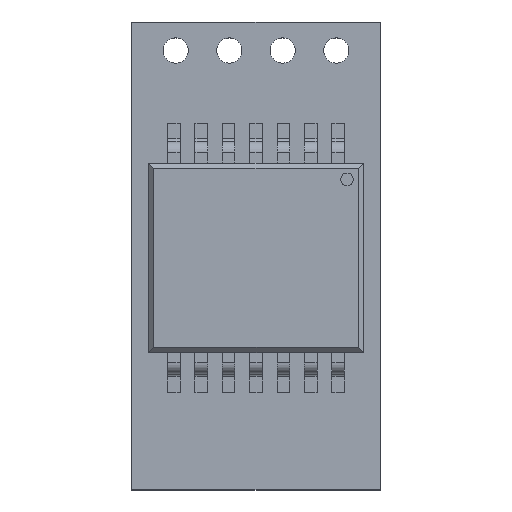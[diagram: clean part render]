
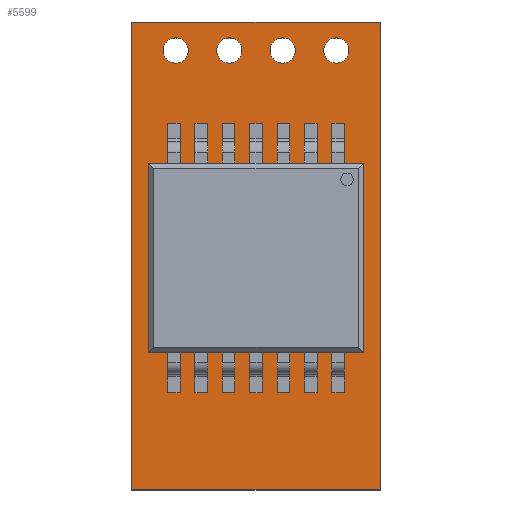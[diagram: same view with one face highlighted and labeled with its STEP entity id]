
A CAD part, top view. The second image highlights one B-rep face of the part: STEP entity #5599.
In plain terms, the highlighted planar face has unit normal (0, 0, 1).
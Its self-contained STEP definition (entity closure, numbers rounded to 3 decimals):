
#87=FACE_BOUND('',#634,.T.);
#88=FACE_BOUND('',#635,.T.);
#89=FACE_BOUND('',#636,.T.);
#90=FACE_BOUND('',#637,.T.);
#91=FACE_BOUND('',#638,.T.);
#92=FACE_BOUND('',#639,.T.);
#93=FACE_BOUND('',#640,.T.);
#94=FACE_BOUND('',#641,.T.);
#95=FACE_BOUND('',#642,.T.);
#128=PLANE('',#6001);
#312=FACE_OUTER_BOUND('',#633,.T.);
#633=EDGE_LOOP('',(#3639,#3640,#3641,#3642));
#634=EDGE_LOOP('',(#3643));
#635=EDGE_LOOP('',(#3644));
#636=EDGE_LOOP('',(#3645));
#637=EDGE_LOOP('',(#3646));
#638=EDGE_LOOP('',(#3647));
#639=EDGE_LOOP('',(#3648));
#640=EDGE_LOOP('',(#3649));
#641=EDGE_LOOP('',(#3650));
#642=EDGE_LOOP('',(#3651));
#989=LINE('',#8280,#1543);
#992=LINE('',#8286,#1546);
#995=LINE('',#8292,#1549);
#998=LINE('',#8296,#1552);
#1543=VECTOR('',#6605,10.);
#1546=VECTOR('',#6610,10.);
#1549=VECTOR('',#6615,10.);
#1552=VECTOR('',#6620,10.);
#2087=CIRCLE('',#5972,0.3);
#2089=CIRCLE('',#5975,0.3);
#2091=CIRCLE('',#5978,0.175);
#2093=CIRCLE('',#5981,0.175);
#2095=CIRCLE('',#5984,0.175);
#2097=CIRCLE('',#5987,0.175);
#2099=CIRCLE('',#5990,0.175);
#2101=CIRCLE('',#5993,0.3);
#2103=CIRCLE('',#5996,0.3);
#2316=VERTEX_POINT('',#8222);
#2318=VERTEX_POINT('',#8228);
#2320=VERTEX_POINT('',#8234);
#2322=VERTEX_POINT('',#8240);
#2324=VERTEX_POINT('',#8246);
#2326=VERTEX_POINT('',#8252);
#2328=VERTEX_POINT('',#8258);
#2330=VERTEX_POINT('',#8264);
#2332=VERTEX_POINT('',#8270);
#2335=VERTEX_POINT('',#8277);
#2336=VERTEX_POINT('',#8279);
#2338=VERTEX_POINT('',#8285);
#2340=VERTEX_POINT('',#8291);
#2806=EDGE_CURVE('',#2316,#2316,#2087,.T.);
#2809=EDGE_CURVE('',#2318,#2318,#2089,.T.);
#2812=EDGE_CURVE('',#2320,#2320,#2091,.T.);
#2815=EDGE_CURVE('',#2322,#2322,#2093,.T.);
#2818=EDGE_CURVE('',#2324,#2324,#2095,.T.);
#2821=EDGE_CURVE('',#2326,#2326,#2097,.T.);
#2824=EDGE_CURVE('',#2328,#2328,#2099,.T.);
#2827=EDGE_CURVE('',#2330,#2330,#2101,.T.);
#2830=EDGE_CURVE('',#2332,#2332,#2103,.T.);
#2833=EDGE_CURVE('',#2336,#2335,#989,.T.);
#2836=EDGE_CURVE('',#2338,#2336,#992,.T.);
#2839=EDGE_CURVE('',#2340,#2338,#995,.T.);
#2842=EDGE_CURVE('',#2335,#2340,#998,.T.);
#3639=ORIENTED_EDGE('',*,*,#2842,.T.);
#3640=ORIENTED_EDGE('',*,*,#2839,.T.);
#3641=ORIENTED_EDGE('',*,*,#2836,.T.);
#3642=ORIENTED_EDGE('',*,*,#2833,.T.);
#3643=ORIENTED_EDGE('',*,*,#2806,.T.);
#3644=ORIENTED_EDGE('',*,*,#2809,.T.);
#3645=ORIENTED_EDGE('',*,*,#2812,.T.);
#3646=ORIENTED_EDGE('',*,*,#2815,.T.);
#3647=ORIENTED_EDGE('',*,*,#2818,.T.);
#3648=ORIENTED_EDGE('',*,*,#2821,.T.);
#3649=ORIENTED_EDGE('',*,*,#2824,.T.);
#3650=ORIENTED_EDGE('',*,*,#2827,.T.);
#3651=ORIENTED_EDGE('',*,*,#2830,.T.);
#5599=ADVANCED_FACE('',(#312,#87,#88,#89,#90,#91,#92,#93,#94,#95),#128,
 .T.);
#5972=AXIS2_PLACEMENT_3D('',#8224,#6543,#6544);
#5975=AXIS2_PLACEMENT_3D('',#8230,#6550,#6551);
#5978=AXIS2_PLACEMENT_3D('',#8236,#6557,#6558);
#5981=AXIS2_PLACEMENT_3D('',#8242,#6564,#6565);
#5984=AXIS2_PLACEMENT_3D('',#8248,#6571,#6572);
#5987=AXIS2_PLACEMENT_3D('',#8254,#6578,#6579);
#5990=AXIS2_PLACEMENT_3D('',#8260,#6585,#6586);
#5993=AXIS2_PLACEMENT_3D('',#8266,#6592,#6593);
#5996=AXIS2_PLACEMENT_3D('',#8272,#6599,#6600);
#6001=AXIS2_PLACEMENT_3D('',#8297,#6621,#6622);
#6543=DIRECTION('center_axis',(0.,0.,-1.));
#6544=DIRECTION('ref_axis',(1.,0.,0.));
#6550=DIRECTION('center_axis',(0.,0.,-1.));
#6551=DIRECTION('ref_axis',(1.,0.,0.));
#6557=DIRECTION('center_axis',(0.,0.,-1.));
#6558=DIRECTION('ref_axis',(1.,0.,0.));
#6564=DIRECTION('center_axis',(0.,0.,-1.));
#6565=DIRECTION('ref_axis',(1.,0.,0.));
#6571=DIRECTION('center_axis',(0.,0.,-1.));
#6572=DIRECTION('ref_axis',(1.,0.,0.));
#6578=DIRECTION('center_axis',(0.,0.,-1.));
#6579=DIRECTION('ref_axis',(1.,0.,0.));
#6585=DIRECTION('center_axis',(0.,0.,-1.));
#6586=DIRECTION('ref_axis',(1.,0.,0.));
#6592=DIRECTION('center_axis',(0.,0.,-1.));
#6593=DIRECTION('ref_axis',(1.,0.,0.));
#6599=DIRECTION('center_axis',(0.,0.,-1.));
#6600=DIRECTION('ref_axis',(1.,0.,0.));
#6605=DIRECTION('',(0.,1.,0.));
#6610=DIRECTION('',(1.,0.,0.));
#6615=DIRECTION('',(0.,-1.,0.));
#6620=DIRECTION('',(-1.,0.,0.));
#6621=DIRECTION('center_axis',(0.,0.,1.));
#6622=DIRECTION('ref_axis',(1.,0.,0.));
#8222=CARTESIAN_POINT('',(2.016,10.433,1.57));
#8224=CARTESIAN_POINT('Origin',(2.316,10.433,1.57));
#8228=CARTESIAN_POINT('',(4.556,10.433,1.57));
#8230=CARTESIAN_POINT('Origin',(4.856,10.433,1.57));
#8234=CARTESIAN_POINT('',(2.776,7.004,1.57));
#8236=CARTESIAN_POINT('Origin',(2.951,7.004,1.57));
#8240=CARTESIAN_POINT('',(3.665,4.083,1.57));
#8242=CARTESIAN_POINT('Origin',(3.84,4.083,1.57));
#8246=CARTESIAN_POINT('',(3.792,7.004,1.57));
#8248=CARTESIAN_POINT('Origin',(3.967,7.004,1.57));
#8252=CARTESIAN_POINT('',(4.808,7.004,1.57));
#8254=CARTESIAN_POINT('Origin',(4.983,7.004,1.57));
#8258=CARTESIAN_POINT('',(2.395,4.083,1.57));
#8260=CARTESIAN_POINT('Origin',(2.57,4.083,1.57));
#8264=CARTESIAN_POINT('',(3.286,10.433,1.57));
#8266=CARTESIAN_POINT('Origin',(3.586,10.433,1.57));
#8270=CARTESIAN_POINT('',(0.746,10.433,1.57));
#8272=CARTESIAN_POINT('Origin',(1.046,10.433,1.57));
#8277=CARTESIAN_POINT('',(5.9,11.11,1.57));
#8279=CARTESIAN_POINT('',(5.9,0.,1.57));
#8280=CARTESIAN_POINT('',(5.9,0.,1.57));
#8285=CARTESIAN_POINT('',(0.,0.,1.57));
#8286=CARTESIAN_POINT('',(0.,0.,1.57));
#8291=CARTESIAN_POINT('',(0.,11.11,1.57));
#8292=CARTESIAN_POINT('',(0.,11.11,1.57));
#8296=CARTESIAN_POINT('',(5.9,11.11,1.57));
#8297=CARTESIAN_POINT('Origin',(2.95,5.555,1.57));
